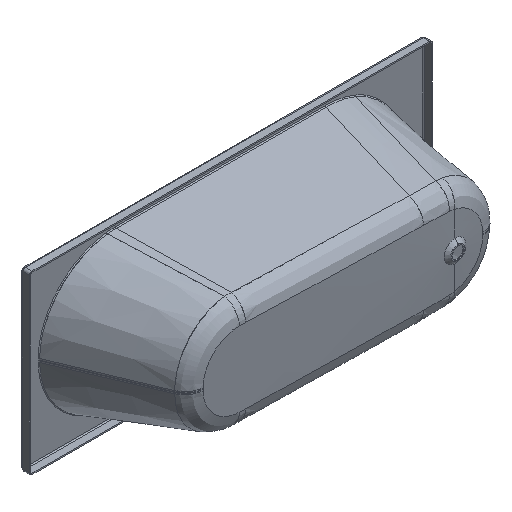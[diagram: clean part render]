
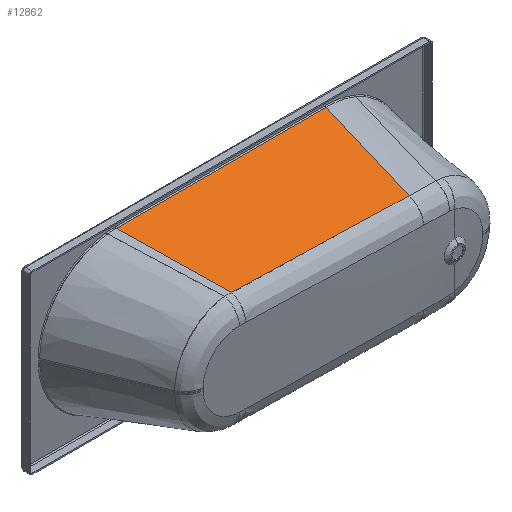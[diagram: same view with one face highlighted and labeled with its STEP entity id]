
A CAD part, isometric view. The second image highlights one B-rep face of the part: STEP entity #12862.
In plain terms, the highlighted free-form (B-spline) face has degree [3, 3] with [4, 11] control points.
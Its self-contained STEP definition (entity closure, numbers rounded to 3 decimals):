
#4133=CARTESIAN_POINT('',(350.015,-392.397,217.923));
#4135=CARTESIAN_POINT('',(350.015,-392.397,217.923));
#4136=CARTESIAN_POINT('',(359.172,-328.39,232.146));
#4137=CARTESIAN_POINT('',(377.498,-200.302,260.611));
#4138=CARTESIAN_POINT('',(395.824,-72.213,289.075));
#4139=CARTESIAN_POINT('',(404.992,-8.132,303.315));
#4154=CARTESIAN_POINT('',(404.992,-8.132,303.315));
#4577=CARTESIAN_POINT('',(350.015,-392.397,217.923));
#4578=CARTESIAN_POINT('',(346.57,-392.339,217.936));
#4579=CARTESIAN_POINT('',(339.555,-392.218,217.962));
#4580=CARTESIAN_POINT('',(328.684,-392.023,218.006));
#4581=CARTESIAN_POINT('',(317.389,-391.811,218.053));
#4582=CARTESIAN_POINT('',(305.618,-391.583,218.104));
#4583=CARTESIAN_POINT('',(293.309,-391.336,218.158));
#4584=CARTESIAN_POINT('',(280.385,-391.07,218.218));
#4585=CARTESIAN_POINT('',(266.807,-390.783,218.281));
#4586=CARTESIAN_POINT('',(252.34,-390.47,218.351));
#4587=CARTESIAN_POINT('',(237.483,-390.142,218.424));
#4588=CARTESIAN_POINT('',(222.927,-389.815,218.496));
#4589=CARTESIAN_POINT('',(207.682,-389.467,218.574));
#4590=CARTESIAN_POINT('',(191.657,-389.096,218.656));
#4591=CARTESIAN_POINT('',(175.76,-388.724,218.739));
#4592=CARTESIAN_POINT('',(160.35,-388.36,218.82));
#4593=CARTESIAN_POINT('',(143.316,-387.953,218.91));
#4594=CARTESIAN_POINT('',(124.865,-387.509,219.009));
#4595=CARTESIAN_POINT('',(105.299,-387.034,219.114));
#4596=CARTESIAN_POINT('',(84.49,-386.525,219.227));
#4597=CARTESIAN_POINT('',(65.688,-386.062,219.33));
#4598=CARTESIAN_POINT('',(47.528,-385.613,219.43));
#4599=CARTESIAN_POINT('',(29.237,-385.159,219.531));
#4600=CARTESIAN_POINT('',(11.112,-384.706,219.632));
#4601=CARTESIAN_POINT('',(-6.703,-384.26,
219.731));
#4602=CARTESIAN_POINT('',(-27.072,-383.749,
219.844));
#4603=CARTESIAN_POINT('',(-52.972,-383.096,
219.989));
#4604=CARTESIAN_POINT('',(-80.351,-382.404,
220.143));
#4605=CARTESIAN_POINT('',(-105.277,-381.771,
220.284));
#4606=CARTESIAN_POINT('',(-129.998,-381.142,
220.424));
#4607=CARTESIAN_POINT('',(-154.845,-380.509,
220.564));
#4608=CARTESIAN_POINT('',(-179.383,-379.882,
220.704));
#4609=CARTESIAN_POINT('',(-204.556,-379.238,
220.847));
#4610=CARTESIAN_POINT('',(-232.865,-378.512,
221.008));
#4611=CARTESIAN_POINT('',(-264.018,-377.712,
221.186));
#4612=CARTESIAN_POINT('',(-297.642,-376.847,
221.378));
#4613=CARTESIAN_POINT('',(-324.805,-376.148,
221.534));
#4614=CARTESIAN_POINT('',(-339.323,-375.773,
221.617));
#4616=CARTESIAN_POINT('',(-339.323,-375.773,
221.617));
#4617=CARTESIAN_POINT('',(-369.307,-253.226,
248.849));
#4618=CARTESIAN_POINT('',(-399.292,-130.679,
276.082));
#4619=CARTESIAN_POINT('',(-429.276,-8.132,
303.315));
#4621=DIRECTION('',(-1.,0.,0.));
#4622=VECTOR('',#4621,834.267);
#4623=CARTESIAN_POINT('',(404.992,-8.132,303.315));
#4624=LINE('',#4623,#4622);
#5706=VERTEX_POINT('',#4154);
#5708=CARTESIAN_POINT('',(-429.276,-8.132,
303.315));
#5709=VERTEX_POINT('',#5708);
#5870=VERTEX_POINT('',#4133);
#5872=VERTEX_POINT('',#4614);
#12811=CARTESIAN_POINT('',(356.309,-396.24,
217.069));
#12812=CARTESIAN_POINT('',(324.693,-396.24,
217.069));
#12813=CARTESIAN_POINT('',(263.723,-396.24,
217.069));
#12814=CARTESIAN_POINT('',(173.501,-396.24,
217.069));
#12815=CARTESIAN_POINT('',(86.16,-396.24,
217.069));
#12816=CARTESIAN_POINT('',(-0.016,-396.24,
217.069));
#12817=CARTESIAN_POINT('',(-84.764,-396.24,
217.069));
#12818=CARTESIAN_POINT('',(-168.356,-396.24,
217.069));
#12819=CARTESIAN_POINT('',(-253.497,-396.24,
217.069));
#12820=CARTESIAN_POINT('',(-310.915,-396.24,
217.069));
#12821=CARTESIAN_POINT('',(-340.695,-396.24,
217.069));
#12822=CARTESIAN_POINT('',(375.314,-265.59,
246.102));
#12823=CARTESIAN_POINT('',(342.251,-265.59,
246.102));
#12824=CARTESIAN_POINT('',(278.525,-265.59,
246.102));
#12825=CARTESIAN_POINT('',(184.106,-265.59,
246.102));
#12826=CARTESIAN_POINT('',(92.102,-265.59,
246.102));
#12827=CARTESIAN_POINT('',(0.213,-265.59,
246.102));
#12828=CARTESIAN_POINT('',(-91.519,-265.59,
246.102));
#12829=CARTESIAN_POINT('',(-183.131,-265.59,
246.102));
#12830=CARTESIAN_POINT('',(-277.057,-265.59,
246.102));
#12831=CARTESIAN_POINT('',(-340.46,-265.59,
246.102));
#12832=CARTESIAN_POINT('',(-373.322,-265.59,
246.102));
#12833=CARTESIAN_POINT('',(394.319,-134.94,
275.135));
#12834=CARTESIAN_POINT('',(359.81,-134.94,
275.135));
#12835=CARTESIAN_POINT('',(293.327,-134.94,
275.135));
#12836=CARTESIAN_POINT('',(194.71,-134.94,
275.135));
#12837=CARTESIAN_POINT('',(98.043,-134.94,
275.135));
#12838=CARTESIAN_POINT('',(0.441,-134.94,
275.135));
#12839=CARTESIAN_POINT('',(-98.274,-134.94,
275.135));
#12840=CARTESIAN_POINT('',(-197.907,-134.94,
275.135));
#12841=CARTESIAN_POINT('',(-300.618,-134.94,
275.135));
#12842=CARTESIAN_POINT('',(-370.006,-134.94,
275.135));
#12843=CARTESIAN_POINT('',(-405.949,-134.94,
275.135));
#12844=CARTESIAN_POINT('',(413.323,-4.29,
304.169));
#12845=CARTESIAN_POINT('',(377.368,-4.29,
304.169));
#12846=CARTESIAN_POINT('',(308.129,-4.29,
304.169));
#12847=CARTESIAN_POINT('',(205.314,-4.29,
304.169));
#12848=CARTESIAN_POINT('',(103.985,-4.29,
304.169));
#12849=CARTESIAN_POINT('',(0.669,-4.29,
304.169));
#12850=CARTESIAN_POINT('',(-105.029,-4.29,
304.169));
#12851=CARTESIAN_POINT('',(-212.683,-4.29,
304.169));
#12852=CARTESIAN_POINT('',(-324.178,-4.29,
304.169));
#12853=CARTESIAN_POINT('',(-399.551,-4.29,
304.169));
#12854=CARTESIAN_POINT('',(-438.576,-4.29,
304.169));
#12855=B_SPLINE_SURFACE_WITH_KNOTS('',3,3,((#12811,#12812,#12813,#12814,#12815,
#12816,#12817,#12818,#12819,#12820,#12821),(#12822,#12823,#12824,#12825,#12826,
#12827,#12828,#12829,#12830,#12831,#12832),(#12833,#12834,#12835,#12836,#12837,
#12838,#12839,#12840,#12841,#12842,#12843),(#12844,#12845,#12846,#12847,#12848,
#12849,#12850,#12851,#12852,#12853,#12854)),.UNSPECIFIED.,.F.,.F.,.F.,(4,4),(4,
1,1,1,1,1,1,1,4),(0.122,0.993),(0.637,
0.669,0.698,0.728,0.757,
0.786,0.816,0.845,0.877),
.UNSPECIFIED.);
#12856=ORIENTED_EDGE('',*,*,#11824,.T.);
#12857=ORIENTED_EDGE('',*,*,#12806,.T.);
#12858=ORIENTED_EDGE('',*,*,#10933,.F.);
#12859=ORIENTED_EDGE('',*,*,#11495,.F.);
#12860=EDGE_LOOP('',(#12856,#12857,#12858,#12859));
#12861=FACE_OUTER_BOUND('',#12860,.F.);
#4140=B_SPLINE_CURVE_WITH_KNOTS('',3,(#4135,#4136,#4137,#4138,#4139),
.UNSPECIFIED.,.F.,.F.,(4,1,4),(0.,0.5,1.),.UNSPECIFIED.);
#4615=B_SPLINE_CURVE_WITH_KNOTS('',3,(#4577,#4578,#4579,#4580,#4581,#4582,#4583,
#4584,#4585,#4586,#4587,#4588,#4589,#4590,#4591,#4592,#4593,#4594,#4595,#4596,
#4597,#4598,#4599,#4600,#4601,#4602,#4603,#4604,#4605,#4606,#4607,#4608,#4609,
#4610,#4611,#4612,#4613,#4614),.UNSPECIFIED.,.F.,.F.,(4,1,1,1,1,1,1,1,1,1,1,1,1,
1,1,1,1,1,1,1,1,1,1,1,1,1,1,1,1,1,1,1,1,1,1,4),(0.,0.029,
0.057,0.086,0.114,0.143,
0.171,0.2,0.229,0.257,0.286,
0.314,0.343,0.371,0.4,0.429,
0.457,0.486,0.514,0.543,
0.571,0.6,0.629,0.657,0.686,
0.714,0.743,0.771,0.8,0.829,
0.857,0.886,0.914,0.943,
0.971,1.),.UNSPECIFIED.);
#4620=B_SPLINE_CURVE_WITH_KNOTS('',3,(#4616,#4617,#4618,#4619),.UNSPECIFIED.,
.F.,.F.,(4,4),(0.,1.),.UNSPECIFIED.);
#10933=EDGE_CURVE('',#5706,#5709,#4624,.T.);
#11495=EDGE_CURVE('',#5870,#5706,#4140,.T.);
#11824=EDGE_CURVE('',#5870,#5872,#4615,.T.);
#12806=EDGE_CURVE('',#5872,#5709,#4620,.T.);
#12862=ADVANCED_FACE('',(#12861),#12855,.T.);
